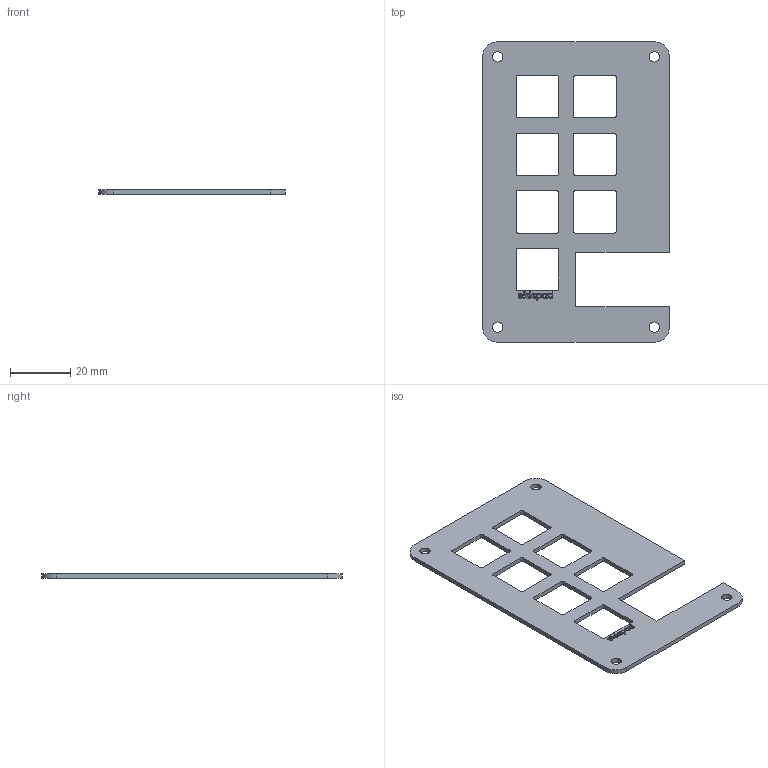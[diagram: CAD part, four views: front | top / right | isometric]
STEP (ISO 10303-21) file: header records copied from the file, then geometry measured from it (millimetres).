
FILE_DESCRIPTION(/* description */ (''),/* implementation_level */ '2;1');
FILE_NAME(/* name */ 'TopPart.step',/* time_stamp */ '2025-07-17T01:35:42+07:00',/* author */ (''),/* organization */ (''),/* preprocessor_version */ 'ST-DEVELOPER v20.1',/* originating_system */ 'Autodesk Translation Framework v14.10.0.0',/* authorisation */ '');
FILE_SCHEMA (('AUTOMOTIVE_DESIGN { 1 0 10303 214 3 1 1 }'));
Length unit declared in the file: millimetre
Products named in the file (1): 2025-06-25-21-52-08-323
Bounding box: 61.85 x 99.36 x 1.5 mm (x, y, z)
Volume: 6236.6 mm3; surface area: 9538.3 mm2
Topology: 1 solids, 1 shells, 257 faces, 726 edges, 484 vertices
Faces by surface type: bspline 141, plane 80, cylinder 36
Full cylindrical faces by diameter (mm): 3.4 x4
Entity records: 9699 total; most frequent: CARTESIAN_POINT 3865, ORIENTED_EDGE 1452, DIRECTION 750, EDGE_CURVE 726, VERTEX_POINT 484, LINE 372, VECTOR 372, EDGE_LOOP 292
